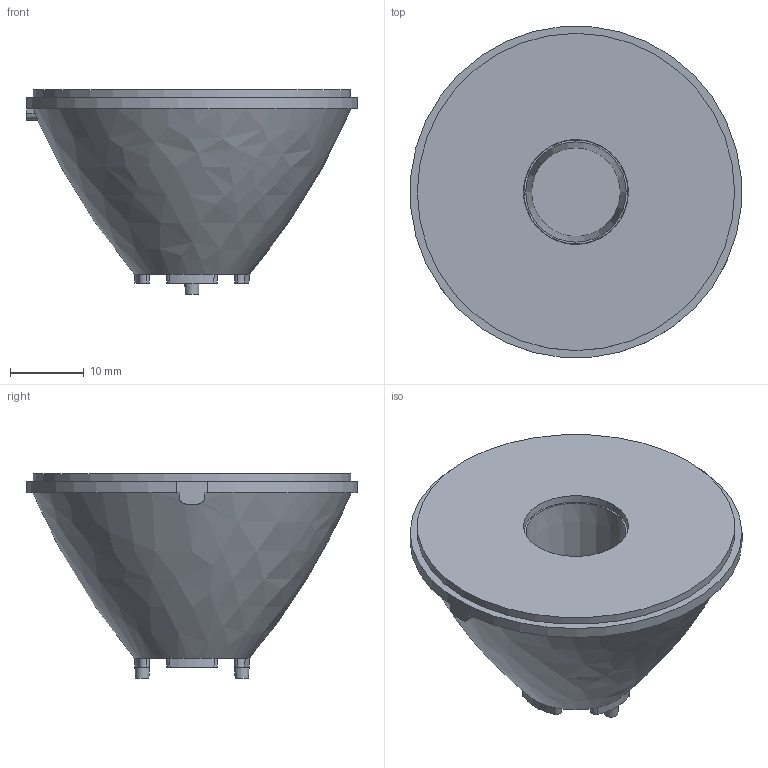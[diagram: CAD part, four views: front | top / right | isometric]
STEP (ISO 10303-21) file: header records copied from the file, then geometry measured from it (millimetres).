
FILE_DESCRIPTION(/* description */ (''),/* implementation_level */ '2;1');
FILE_NAME(/* name */ 'ZL01D0148CF01-1.stp',/* time_stamp */ '2024-03-07T15:50:33+08:00',/* author */ (''),/* organization */ (''),/* preprocessor_version */ 'ST-DEVELOPER v14',/* originating_system */ 'SIEMENS PLM Software NX 8.0',/* authorisation */ '');
FILE_SCHEMA (('AUTOMOTIVE_DESIGN { 1 0 10303 214 3 1 1 1 }'));
Length unit declared in the file: millimetre
Products named in the file (1): zj-s328C4CB1wq05
Bounding box: 44.81 x 44.84 x 27.7 mm (x, y, z)
Volume: 19708.4 mm3; surface area: 5644.1 mm2
Topology: 1 solids, 1 shells, 59 faces, 153 edges, 97 vertices
Faces by surface type: cone 31, plane 21, cylinder 4, bspline 3
Full cylindrical faces by diameter (mm): 43 x1
Entity records: 1906 total; most frequent: CARTESIAN_POINT 459, DIRECTION 323, ORIENTED_EDGE 280, AXIS2_PLACEMENT_3D 141, EDGE_CURVE 140, VERTEX_POINT 93, CIRCLE 84, EDGE_LOOP 69
